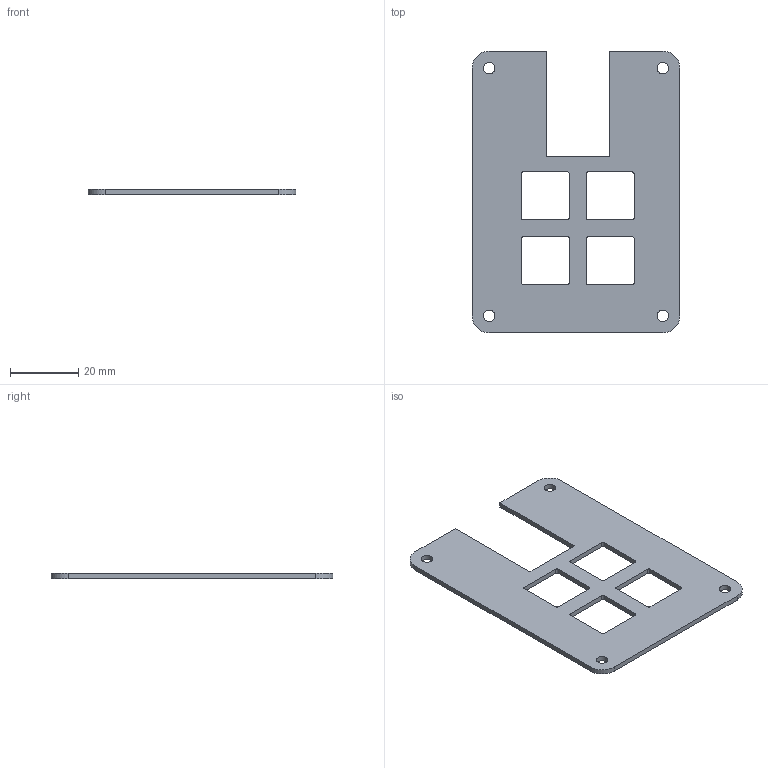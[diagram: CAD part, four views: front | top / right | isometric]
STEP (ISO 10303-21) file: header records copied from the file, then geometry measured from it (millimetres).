
FILE_DESCRIPTION(/* description */ (''),/* implementation_level */ '2;1');
FILE_NAME(/* name */ 'Macropad_top.step',/* time_stamp */ '2025-12-23T19:24:53+01:00',/* author */ (''),/* organization */ (''),/* preprocessor_version */ 'ST-DEVELOPER v20.1',/* originating_system */ 'Autodesk Translation Framework v14.21.0.0',/* authorisation */ '');
FILE_SCHEMA (('AUTOMOTIVE_DESIGN { 1 0 10303 214 3 1 1 }'));
Length unit declared in the file: millimetre
Products named in the file (1): 2025-12-09-21-13-47-852
Bounding box: 61 x 82.7 x 1.5 mm (x, y, z)
Volume: 5445.1 mm3; surface area: 8172 mm2
Topology: 1 solids, 1 shells, 227 faces, 639 edges, 426 vertices
Faces by surface type: bspline 122, plane 81, cylinder 24
Full cylindrical faces by diameter (mm): 3.4 x4
Entity records: 8506 total; most frequent: CARTESIAN_POINT 3367, ORIENTED_EDGE 1278, DIRECTION 655, EDGE_CURVE 639, VERTEX_POINT 426, LINE 347, VECTOR 347, EDGE_LOOP 255
